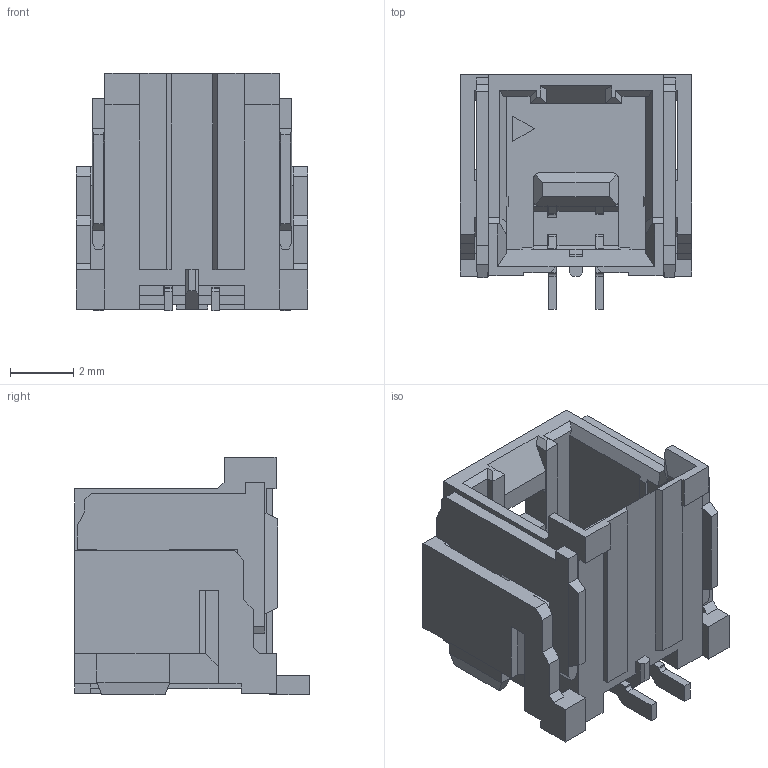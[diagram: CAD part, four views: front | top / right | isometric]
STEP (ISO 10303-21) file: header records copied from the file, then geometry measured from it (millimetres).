
FILE_DESCRIPTION(/* description */ (''),/* implementation_level */ '2;1');
FILE_NAME(/* name */ '2.stp',/* time_stamp */ '2022-09-30T17:15:37+02:00',/* author */ ('k'),/* organization */ (''),/* preprocessor_version */ 'ST-DEVELOPER v15.6',/* originating_system */ 'Autodesk Inventor 2015',/* authorisation */ '');
FILE_SCHEMA (('AUTOMOTIVE_DESIGN { 1 0 10303 214 3 1 1 }'));
Length unit declared in the file: millimetre
Products named in the file (10): 1; 2; 3; 4; 5; 6; 5025840270; Molex Logo
Bounding box: 7.3 x 7.4 x 7.5 mm (x, y, z)
Volume: 156.5 mm3; surface area: 610.7 mm2
Topology: 15 solids, 15 shells, 482 faces, 1354 edges, 894 vertices
Faces by surface type: plane 396, bspline 66, cylinder 20
Entity records: 15879 total; most frequent: CARTESIAN_POINT 3607, ORIENTED_EDGE 2712, DIRECTION 2136, EDGE_CURVE 1354, LINE 1178, VECTOR 1178, VERTEX_POINT 894, EDGE_LOOP 490
